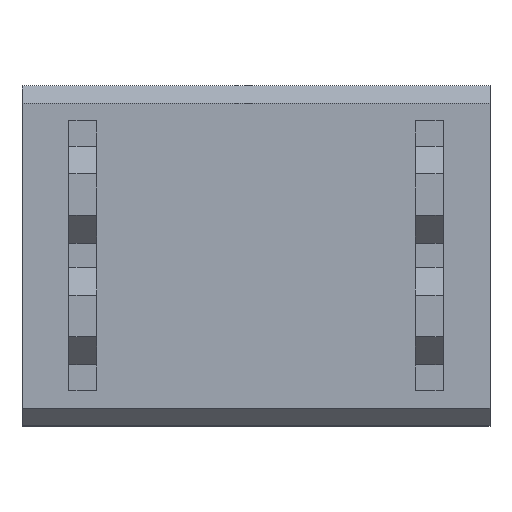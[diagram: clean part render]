
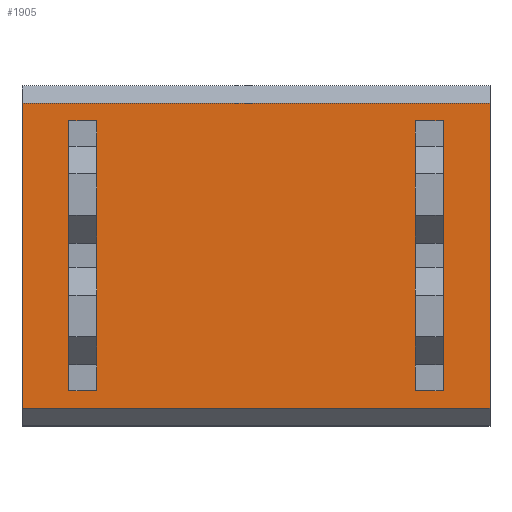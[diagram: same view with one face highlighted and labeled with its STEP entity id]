
A CAD part, top view. The second image highlights one B-rep face of the part: STEP entity #1905.
In plain terms, the highlighted planar face has unit normal (0, 0, 1).
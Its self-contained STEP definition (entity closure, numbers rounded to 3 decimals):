
#1849=CARTESIAN_POINT('',(-6.75,4.4,6.2));
#1850=VERTEX_POINT('',#1849);
#1857=CARTESIAN_POINT('',(6.75,4.4,6.2));
#1858=VERTEX_POINT('',#1857);
#1859=CARTESIAN_POINT('',(6.75,4.4,6.2));
#1860=DIRECTION('',(-1.0,0.0,0.0));
#1861=VECTOR('',#1860,13.5);
#1862=LINE('',#1859,#1861);
#1863=EDGE_CURVE('',#1858,#1850,#1862,.T.);
#1875=CARTESIAN_POINT('',(6.75,4.4,6.2));
#1876=DIRECTION('',(0.0,0.0,1.0));
#1877=DIRECTION('',(-1.0,0.0,0.0));
#1878=AXIS2_PLACEMENT_3D('',#1875,#1876,#1877);
#1879=PLANE('',#1878);
#1880=CARTESIAN_POINT('',(-6.75,-4.4,6.2));
#1881=VERTEX_POINT('',#1880);
#1882=CARTESIAN_POINT('',(-6.75,4.4,6.2));
#1883=DIRECTION('',(0.0,-1.0,0.0));
#1884=VECTOR('',#1883,8.8);
#1885=LINE('',#1882,#1884);
#1886=EDGE_CURVE('',#1850,#1881,#1885,.T.);
#1887=ORIENTED_EDGE('',*,*,#1886,.T.);
#1888=CARTESIAN_POINT('',(6.75,-4.4,6.2));
#1889=VERTEX_POINT('',#1888);
#1890=CARTESIAN_POINT('',(6.75,-4.4,6.2));
#1891=DIRECTION('',(-1.0,0.0,0.0));
#1892=VECTOR('',#1891,13.5);
#1893=LINE('',#1890,#1892);
#1894=EDGE_CURVE('',#1889,#1881,#1893,.T.);
#1895=ORIENTED_EDGE('',*,*,#1894,.F.);
#1896=CARTESIAN_POINT('',(6.75,4.4,6.2));
#1897=DIRECTION('',(0.0,-1.0,0.0));
#1898=VECTOR('',#1897,8.8);
#1899=LINE('',#1896,#1898);
#1900=EDGE_CURVE('',#1858,#1889,#1899,.T.);
#1901=ORIENTED_EDGE('',*,*,#1900,.F.);
#1902=ORIENTED_EDGE('',*,*,#1863,.T.);
#1903=EDGE_LOOP('',(#1887,#1895,#1901,#1902));
#1904=FACE_OUTER_BOUND('',#1903,.T.);
#1905=ADVANCED_FACE('',(#1904),#1879,.T.);
